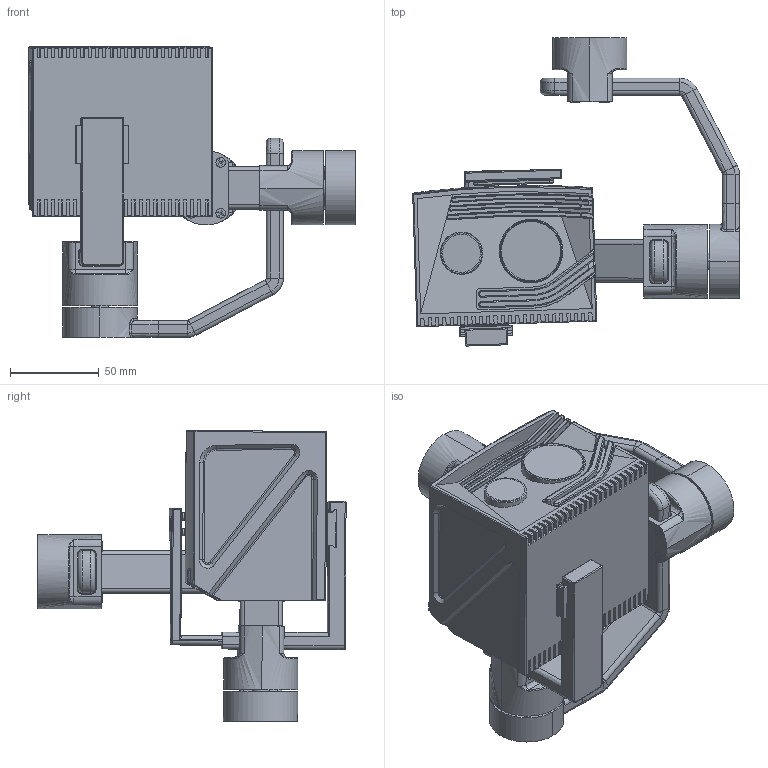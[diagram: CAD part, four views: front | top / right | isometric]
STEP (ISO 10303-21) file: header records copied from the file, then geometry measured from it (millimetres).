
FILE_DESCRIPTION(('FreeCAD Model'),'2;1');
FILE_NAME('Open CASCADE Shape Model','2025-04-27T10:02:11',('FreeCAD'),( 'FreeCAD'),'Open CASCADE STEP processor 7.6','FreeCAD','Unknown');
FILE_SCHEMA(('AUTOMOTIVE_DESIGN { 1 0 10303 214 1 1 1 1 }'));
Products named in the file (1): Open CASCADE STEP translator 7.6 1
Bounding box: 183.69 x 173.36 x 163.65 mm (x, y, z)
Volume: 271287.4 mm3; surface area: 157009 mm2
Topology: 20 solids, 24 shells, 2010 faces, 4960 edges, 2993 vertices
Faces by surface type: bspline 2010
Entity records: 60972 total; most frequent: CARTESIAN_POINT 33221, ORIENTED_EDGE 9782, EDGE_CURVE 4894, B_SPLINE_CURVE_WITH_KNOTS 3035, VERTEX_POINT 2993, FACE_BOUND 2080, EDGE_LOOP 2080, ADVANCED_FACE 2010
